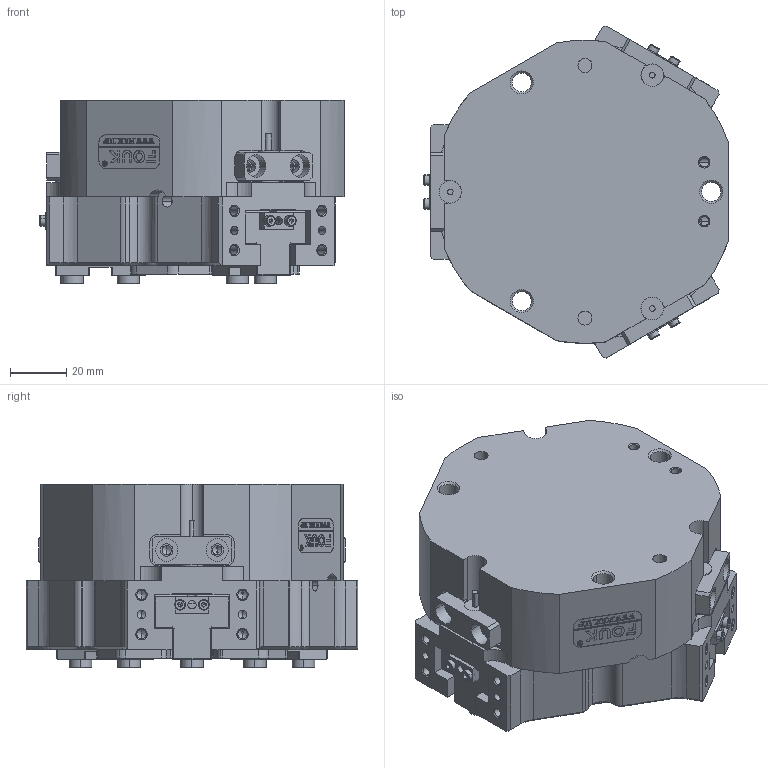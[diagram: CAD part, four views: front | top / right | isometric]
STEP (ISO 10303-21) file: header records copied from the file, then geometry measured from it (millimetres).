
FILE_DESCRIPTION (( 'STEP AP203' ), '1' );
FILE_NAME ('TZ75-119.STEP', '2024-12-05T08:07:59', ( 'USER-' ), ( 'Microsoft' ), 'SwSTEP 2.0', 'SolidWorks 2018', '' );
FILE_SCHEMA (( 'CONFIG_CONTROL_DESIGN' ));
Length unit declared in the file: millimetre
Products named in the file (18): TZ75-119-C30杅耀.sldasm-Part-16; TZ75-119-C30杅耀.sldasm-Part-9; 揤輸杅耀.sldasm-Part-9; 揤輸蚾饜极; TZ75-119-C30杅耀.sldasm-Part-27; TZ75-119-C30杅耀.sldasm-Part-13; 25x12-R3; TZ75-119-C30杅耀.sldasm-Part-29; TZ75-119; 埴翐芛_GB_FASTENER_SCREWS_HSHCS M2X8-N; TZ75-119-C30杅耀.sldasm-Part-28; TZ75-119-C30杅耀.sldasm-Part-21; TZ75-119-C30杅耀.sldasm-Part-18; TZ75-119-C30杅耀.sldasm-Part-11; TZ75-119-C30杅耀.sldasm-Part-26; TZ75-119-C30杅耀.sldasm-Part-19; TZ75-119-C30杅耀.sldasm-Part-10; TZ75-119-C30杅耀.sldasm-Part-23
Assembly tree (24 placements, depth 3):
  TZ75-119
    TZ75-119-C30杅耀.sldasm-Part-9  x2
    TZ75-119-C30杅耀.sldasm-Part-10  x2
    TZ75-119-C30杅耀.sldasm-Part-11
    TZ75-119-C30杅耀.sldasm-Part-13
    TZ75-119-C30杅耀.sldasm-Part-16
    TZ75-119-C30杅耀.sldasm-Part-18
    TZ75-119-C30杅耀.sldasm-Part-19
    TZ75-119-C30杅耀.sldasm-Part-21  x3
    TZ75-119-C30杅耀.sldasm-Part-23
    TZ75-119-C30杅耀.sldasm-Part-26
    TZ75-119-C30杅耀.sldasm-Part-27
    TZ75-119-C30杅耀.sldasm-Part-28
    TZ75-119-C30杅耀.sldasm-Part-29
    揤輸蚾饜极  x3
      揤輸杅耀.sldasm-Part-9
      埴翐芛_GB_FASTENER_SCREWS_HSHCS M2X8-N
    25x12-R3
Bounding box: 108.37 x 118.26 x 65.5 mm (x, y, z)
Volume: 482720.2 mm3; surface area: 92472.7 mm2
Topology: 27 solids, 29 shells, 1601 faces, 4119 edges, 2596 vertices
Faces by surface type: plane 741, cylinder 438, cone 255, bspline 155, torus 12
Entity records: 45597 total; most frequent: CARTESIAN_POINT 13130, ORIENTED_EDGE 6440, DIRECTION 6051, EDGE_CURVE 3220, VERTEX_POINT 2073, AXIS2_PLACEMENT_3D 2038, LINE 1975, VECTOR 1975
